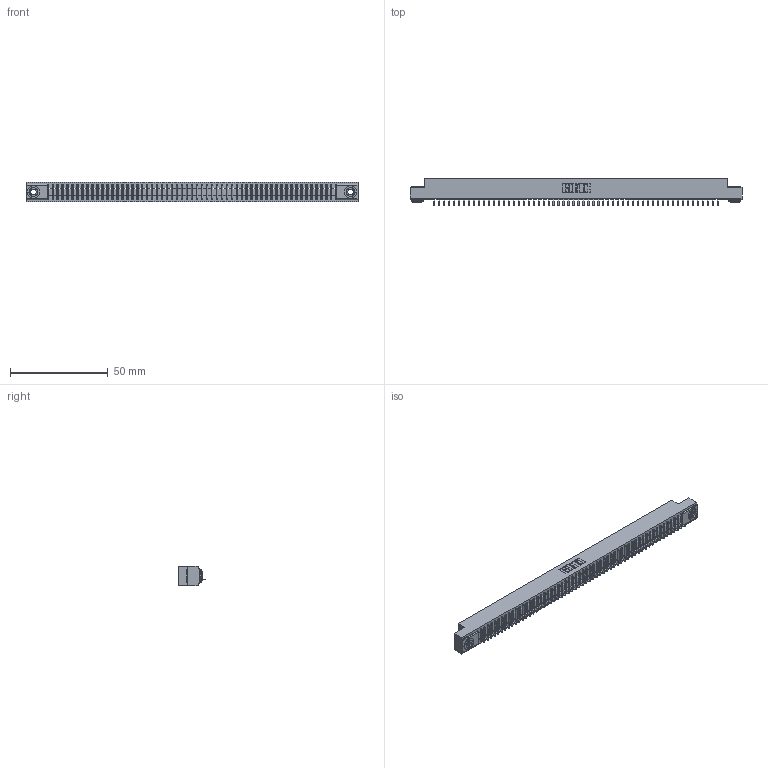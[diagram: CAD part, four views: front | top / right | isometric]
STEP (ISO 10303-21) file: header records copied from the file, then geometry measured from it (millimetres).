
FILE_DESCRIPTION (( 'STEP AP203' ), '1' );
FILE_NAME ('391-058-520-103.STEP', '2018-08-09T11:36:50', ( '' ), ( '' ), 'SwSTEP 2.0', 'SolidWorks 2016', '' );
FILE_SCHEMA (( 'CONFIG_CONTROL_DESIGN' ));
Products named in the file (4): 341 Part_.156 (3.96) Dia Mounting Holes; 341-292-001_341-292-120; 345-250-002_345-250-002-102; 391-058-520-103
Assembly tree (61 placements, depth 2):
  391-058-520-103
    341 Part_.156 (3.96) Dia Mounting Holes
    341-292-001_341-292-120  x58
    345-250-002_345-250-002-102  x2
Bounding box: 169.54 x 14.27 x 10.16 mm (x, y, z)
Volume: 12122.7 mm3; surface area: 19326.1 mm2
Topology: 61 solids, 61 shells, 4924 faces, 14174 edges, 9094 vertices
Faces by surface type: plane 3050, cylinder 1634, sphere 118, torus 114, cone 8
Entity records: 67270 total; most frequent: CARTESIAN_POINT 11413, ORIENTED_EDGE 11392, DIRECTION 11020, EDGE_CURVE 5696, LINE 4610, VECTOR 4610, VERTEX_POINT 3598, AXIS2_PLACEMENT_3D 3205
